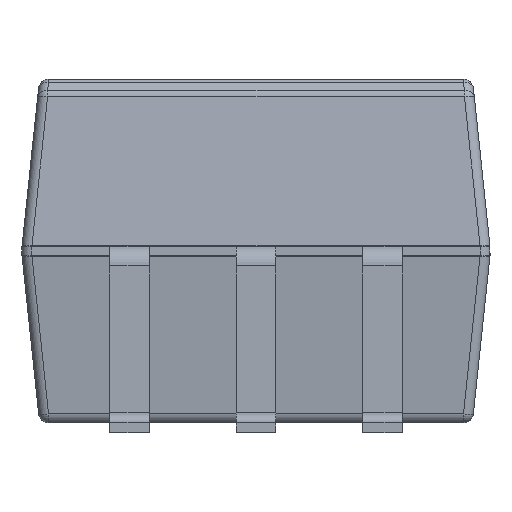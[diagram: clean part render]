
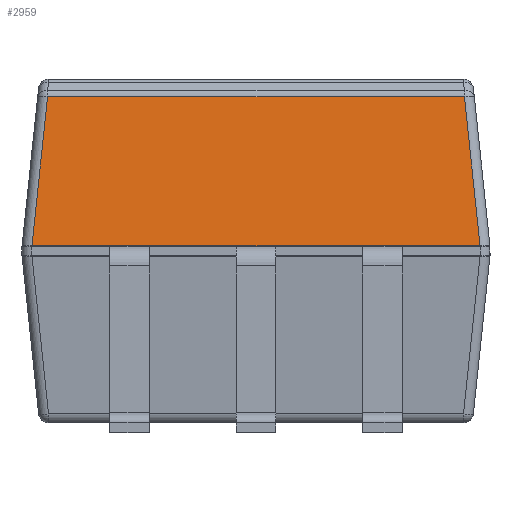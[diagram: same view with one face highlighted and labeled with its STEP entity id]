
A CAD part, left-side view. The second image highlights one B-rep face of the part: STEP entity #2959.
In plain terms, the highlighted planar face has unit normal (-0.995, 0, 0.104).
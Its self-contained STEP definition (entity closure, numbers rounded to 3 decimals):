
#1159 = CYLINDRICAL_SURFACE('',#1160,0.1);
#1160 = AXIS2_PLACEMENT_3D('',#1161,#1162,#1163);
#1161 = CARTESIAN_POINT('',(0.1,0.,1.87));
#1162 = DIRECTION('',(0.,1.,-0.));
#1163 = DIRECTION('',(-1.,0.,0.));
#2129 = VERTEX_POINT('',#2130);
#2130 = CARTESIAN_POINT('',(0.001,0.1,1.88));
#2171 = EDGE_CURVE('',#2129,#2172,#2174,.T.);
#2172 = VERTEX_POINT('',#2173);
#2173 = CARTESIAN_POINT('',(0.001,4.6,1.88));
#2174 = SURFACE_CURVE('',#2175,(#2179,#2186),.PCURVE_S1.);
#2175 = LINE('',#2176,#2177);
#2176 = CARTESIAN_POINT('',(0.001,0.,1.88));
#2177 = VECTOR('',#2178,1.);
#2178 = DIRECTION('',(0.,1.,-0.));
#2179 = PCURVE('',#1159,#2180);
#2180 = DEFINITIONAL_REPRESENTATION('',(#2181),#2185);
#2181 = LINE('',#2182,#2183);
#2182 = CARTESIAN_POINT('',(0.105,0.));
#2183 = VECTOR('',#2184,1.);
#2184 = DIRECTION('',(0.,1.));
#2185 = ( GEOMETRIC_REPRESENTATION_CONTEXT(2) 
PARAMETRIC_REPRESENTATION_CONTEXT() REPRESENTATION_CONTEXT('2D SPACE',''
  ) );
#2186 = PCURVE('',#2187,#2192);
#2187 = PLANE('',#2188);
#2188 = AXIS2_PLACEMENT_3D('',#2189,#2190,#2191);
#2189 = CARTESIAN_POINT('',(0.,0.,1.875));
#2190 = DIRECTION('',(-0.995,0.,0.105));
#2191 = DIRECTION('',(0.,1.,0.));
#2192 = DEFINITIONAL_REPRESENTATION('',(#2193),#2197);
#2193 = LINE('',#2194,#2195);
#2194 = CARTESIAN_POINT('',(0.,-0.005));
#2195 = VECTOR('',#2196,1.);
#2196 = DIRECTION('',(1.,0.));
#2197 = ( GEOMETRIC_REPRESENTATION_CONTEXT(2) 
PARAMETRIC_REPRESENTATION_CONTEXT() REPRESENTATION_CONTEXT('2D SPACE',''
  ) );
#2630 = CYLINDRICAL_SURFACE('',#2631,0.1);
#2631 = AXIS2_PLACEMENT_3D('',#2632,#2633,#2634);
#2632 = CARTESIAN_POINT('',(0.098,4.602,
    1.854));
#2633 = DIRECTION('',(0.104,-0.104,0.989));
#2634 = DIRECTION('',(-0.995,0.,0.105)
  );
#2948 = CYLINDRICAL_SURFACE('',#2949,0.1);
#2949 = AXIS2_PLACEMENT_3D('',#2950,#2951,#2952);
#2950 = CARTESIAN_POINT('',(0.098,0.098,
    1.854));
#2951 = DIRECTION('',(0.104,0.104,0.989));
#2952 = DIRECTION('',(-0.995,0.,0.105
    ));
#2959 = ADVANCED_FACE('',(#2960),#2187,.T.);
#2960 = FACE_BOUND('',#2961,.T.);
#2961 = EDGE_LOOP('',(#2962,#2963,#2986,#3014));
#2962 = ORIENTED_EDGE('',*,*,#2171,.F.);
#2963 = ORIENTED_EDGE('',*,*,#2964,.T.);
#2964 = EDGE_CURVE('',#2129,#2965,#2967,.T.);
#2965 = VERTEX_POINT('',#2966);
#2966 = CARTESIAN_POINT('',(0.158,0.257,3.376
    ));
#2967 = SURFACE_CURVE('',#2968,(#2972,#2979),.PCURVE_S1.);
#2968 = LINE('',#2969,#2970);
#2969 = CARTESIAN_POINT('',(-0.001,0.098,
    1.865));
#2970 = VECTOR('',#2971,1.);
#2971 = DIRECTION('',(0.104,0.104,0.989));
#2972 = PCURVE('',#2187,#2973);
#2973 = DEFINITIONAL_REPRESENTATION('',(#2974),#2978);
#2974 = LINE('',#2975,#2976);
#2975 = CARTESIAN_POINT('',(0.098,0.01));
#2976 = VECTOR('',#2977,1.);
#2977 = DIRECTION('',(0.104,-0.995));
#2978 = ( GEOMETRIC_REPRESENTATION_CONTEXT(2) 
PARAMETRIC_REPRESENTATION_CONTEXT() REPRESENTATION_CONTEXT('2D SPACE',''
  ) );
#2979 = PCURVE('',#2948,#2980);
#2980 = DEFINITIONAL_REPRESENTATION('',(#2981),#2985);
#2981 = LINE('',#2982,#2983);
#2982 = CARTESIAN_POINT('',(0.,0.));
#2983 = VECTOR('',#2984,1.);
#2984 = DIRECTION('',(0.,1.));
#2985 = ( GEOMETRIC_REPRESENTATION_CONTEXT(2) 
PARAMETRIC_REPRESENTATION_CONTEXT() REPRESENTATION_CONTEXT('2D SPACE',''
  ) );
#2986 = ORIENTED_EDGE('',*,*,#2987,.T.);
#2987 = EDGE_CURVE('',#2965,#2988,#2990,.T.);
#2988 = VERTEX_POINT('',#2989);
#2989 = CARTESIAN_POINT('',(0.158,4.443,3.376
    ));
#2990 = SURFACE_CURVE('',#2991,(#2995,#3002),.PCURVE_S1.);
#2991 = LINE('',#2992,#2993);
#2992 = CARTESIAN_POINT('',(0.158,0.161,3.376
    ));
#2993 = VECTOR('',#2994,1.);
#2994 = DIRECTION('',(0.,1.,0.));
#2995 = PCURVE('',#2187,#2996);
#2996 = DEFINITIONAL_REPRESENTATION('',(#2997),#3001);
#2997 = LINE('',#2998,#2999);
#2998 = CARTESIAN_POINT('',(0.161,-1.51));
#2999 = VECTOR('',#3000,1.);
#3000 = DIRECTION('',(1.,0.));
#3001 = ( GEOMETRIC_REPRESENTATION_CONTEXT(2) 
PARAMETRIC_REPRESENTATION_CONTEXT() REPRESENTATION_CONTEXT('2D SPACE',''
  ) );
#3002 = PCURVE('',#3003,#3008);
#3003 = CYLINDRICAL_SURFACE('',#3004,0.1);
#3004 = AXIS2_PLACEMENT_3D('',#3005,#3006,#3007);
#3005 = CARTESIAN_POINT('',(0.257,0.161,3.366
    ));
#3006 = DIRECTION('',(0.,1.,0.));
#3007 = DIRECTION('',(-0.995,0.,0.105));
#3008 = DEFINITIONAL_REPRESENTATION('',(#3009),#3013);
#3009 = LINE('',#3010,#3011);
#3010 = CARTESIAN_POINT('',(0.,0.));
#3011 = VECTOR('',#3012,1.);
#3012 = DIRECTION('',(0.,1.));
#3013 = ( GEOMETRIC_REPRESENTATION_CONTEXT(2) 
PARAMETRIC_REPRESENTATION_CONTEXT() REPRESENTATION_CONTEXT('2D SPACE',''
  ) );
#3014 = ORIENTED_EDGE('',*,*,#3015,.F.);
#3015 = EDGE_CURVE('',#2172,#2988,#3016,.T.);
#3016 = SURFACE_CURVE('',#3017,(#3021,#3028),.PCURVE_S1.);
#3017 = LINE('',#3018,#3019);
#3018 = CARTESIAN_POINT('',(-0.001,4.602,
    1.865));
#3019 = VECTOR('',#3020,1.);
#3020 = DIRECTION('',(0.104,-0.104,0.989));
#3021 = PCURVE('',#2187,#3022);
#3022 = DEFINITIONAL_REPRESENTATION('',(#3023),#3027);
#3023 = LINE('',#3024,#3025);
#3024 = CARTESIAN_POINT('',(4.602,0.01));
#3025 = VECTOR('',#3026,1.);
#3026 = DIRECTION('',(-0.104,-0.995));
#3027 = ( GEOMETRIC_REPRESENTATION_CONTEXT(2) 
PARAMETRIC_REPRESENTATION_CONTEXT() REPRESENTATION_CONTEXT('2D SPACE',''
  ) );
#3028 = PCURVE('',#2630,#3029);
#3029 = DEFINITIONAL_REPRESENTATION('',(#3030),#3034);
#3030 = LINE('',#3031,#3032);
#3031 = CARTESIAN_POINT('',(-0.,0.));
#3032 = VECTOR('',#3033,1.);
#3033 = DIRECTION('',(-0.,1.));
#3034 = ( GEOMETRIC_REPRESENTATION_CONTEXT(2) 
PARAMETRIC_REPRESENTATION_CONTEXT() REPRESENTATION_CONTEXT('2D SPACE',''
  ) );
